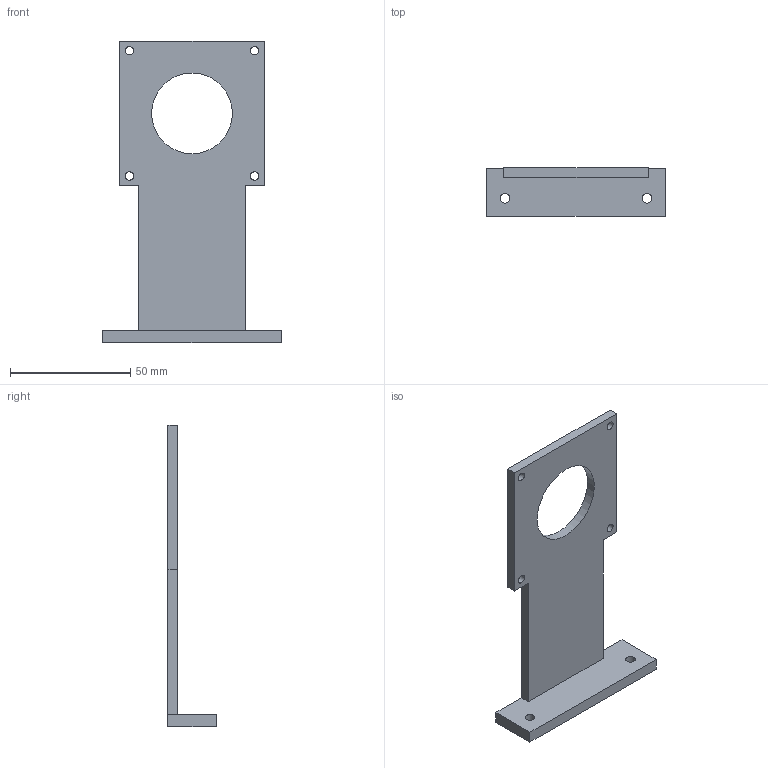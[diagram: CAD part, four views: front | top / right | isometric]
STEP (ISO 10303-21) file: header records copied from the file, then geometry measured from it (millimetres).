
FILE_DESCRIPTION(/* description */ (''),/* implementation_level */ '2;1');
FILE_NAME(/* name */ 'tube bracket.step',/* time_stamp */ '2024-01-31T13:03:29+01:00',/* author */ (''),/* organization */ (''),/* preprocessor_version */ 'ST-DEVELOPER v20',/* originating_system */ 'Autodesk Translation Framework v12.14.0.127',/* authorisation */ '');
FILE_SCHEMA (('AUTOMOTIVE_DESIGN { 1 0 10303 214 3 1 1 }'));
Length unit declared in the file: millimetre
Products named in the file (1): tube bracket
Bounding box: 74 x 20 x 125.25 mm (x, y, z)
Volume: 28598.7 mm3; surface area: 16324.5 mm2
Topology: 1 solids, 1 shells, 21 faces, 59 edges, 40 vertices
Faces by surface type: plane 14, cylinder 7
Full cylindrical faces by diameter (mm): 3.5 x4, 4 x2, 33.5 x1
Entity records: 744 total; most frequent: CARTESIAN_POINT 121, ORIENTED_EDGE 118, DIRECTION 117, EDGE_CURVE 59, LINE 45, VECTOR 45, VERTEX_POINT 40, AXIS2_PLACEMENT_3D 36
